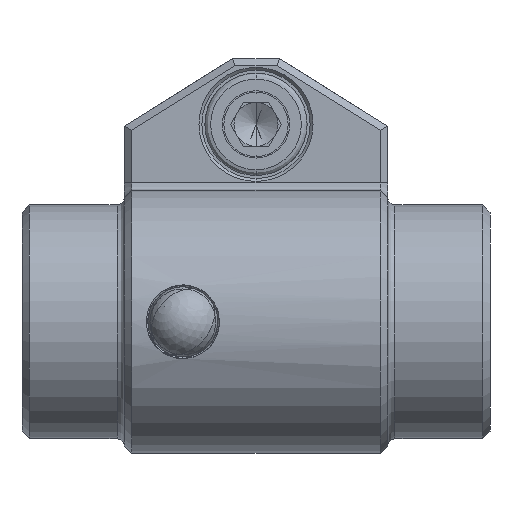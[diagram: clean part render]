
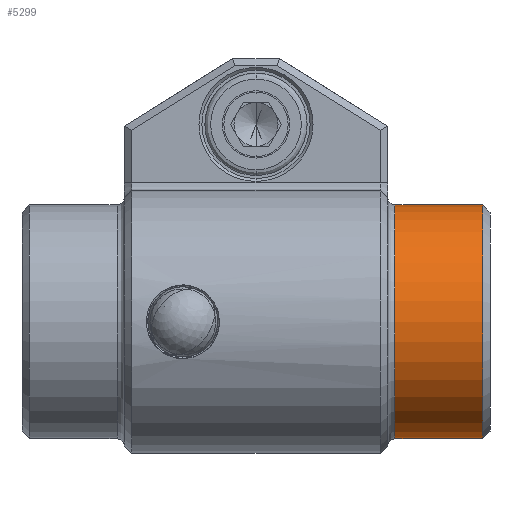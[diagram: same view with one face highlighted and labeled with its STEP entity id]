
A CAD part, front view. The second image highlights one B-rep face of the part: STEP entity #5299.
In plain terms, the highlighted cylindrical face has radius 8 mm (diameter 16 mm), a partial arc.
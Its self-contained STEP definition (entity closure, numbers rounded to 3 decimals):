
#33 = LINE ( 'NONE', #5456, #5211 ) ;
#222 = CARTESIAN_POINT ( 'NONE',  ( 9.5, 9., -4.5 ) ) ;
#681 = CARTESIAN_POINT ( 'NONE',  ( 9., 9., -4.5 ) ) ;
#1186 = DIRECTION ( 'NONE',  ( -1., 0., 0. ) ) ;
#1532 = EDGE_LOOP ( 'NONE', ( #3720, #1701, #5645, #3721 ) ) ;
#1637 = AXIS2_PLACEMENT_3D ( 'NONE', #5276, #1186, #2659 ) ;
#1688 = VERTEX_POINT ( 'NONE', #1948 ) ;
#1701 = ORIENTED_EDGE ( 'NONE', *, *, #5972, .T. ) ;
#1778 = FACE_OUTER_BOUND ( 'NONE', #1532, .T. ) ;
#1838 = CARTESIAN_POINT ( 'NONE',  ( 15.5, 9., 3.5 ) ) ;
#1948 = CARTESIAN_POINT ( 'NONE',  ( 9.5, 9., 3.5 ) ) ;
#2244 = DIRECTION ( 'NONE',  ( 0., 0., -1. ) ) ;
#2329 = CIRCLE ( 'NONE', #4698, 8. ) ;
#2599 = VERTEX_POINT ( 'NONE', #5798 ) ;
#2659 = DIRECTION ( 'NONE',  ( 0., 0., 1. ) ) ;
#2857 = DIRECTION ( 'NONE',  ( 1., 0., 0. ) ) ;
#3013 = EDGE_CURVE ( 'NONE', #5498, #6467, #4405, .T. ) ;
#3171 = CYLINDRICAL_SURFACE ( 'NONE', #4548, 8. ) ;
#3220 = EDGE_CURVE ( 'NONE', #2599, #5498, #33, .T. ) ;
#3720 = ORIENTED_EDGE ( 'NONE', *, *, #6311, .F. ) ;
#3721 = ORIENTED_EDGE ( 'NONE', *, *, #3013, .T. ) ;
#3994 = DIRECTION ( 'NONE',  ( 1., 0., 0. ) ) ;
#4322 = CARTESIAN_POINT ( 'NONE',  ( 9., 9., 3.5 ) ) ;
#4405 = CIRCLE ( 'NONE', #1637, 8. ) ;
#4445 = DIRECTION ( 'NONE',  ( 1., 0., 0. ) ) ;
#4548 = AXIS2_PLACEMENT_3D ( 'NONE', #681, #5897, #2244 ) ;
#4698 = AXIS2_PLACEMENT_3D ( 'NONE', #222, #4445, #6426 ) ;
#4910 = CARTESIAN_POINT ( 'NONE',  ( 15.5, 9., -12.5 ) ) ;
#5211 = VECTOR ( 'NONE', #3994, 1000. ) ;
#5276 = CARTESIAN_POINT ( 'NONE',  ( 15.5, 9., -4.5 ) ) ;
#5299 = ADVANCED_FACE ( 'NONE', ( #1778 ), #3171, .T. ) ;
#5384 = VECTOR ( 'NONE', #2857, 1000. ) ;
#5456 = CARTESIAN_POINT ( 'NONE',  ( 9., 9., -12.5 ) ) ;
#5460 = LINE ( 'NONE', #4322, #5384 ) ;
#5498 = VERTEX_POINT ( 'NONE', #4910 ) ;
#5645 = ORIENTED_EDGE ( 'NONE', *, *, #3220, .T. ) ;
#5798 = CARTESIAN_POINT ( 'NONE',  ( 9.5, 9., -12.5 ) ) ;
#5897 = DIRECTION ( 'NONE',  ( 1., 0., 0. ) ) ;
#5972 = EDGE_CURVE ( 'NONE', #1688, #2599, #2329, .T. ) ;
#6311 = EDGE_CURVE ( 'NONE', #1688, #6467, #5460, .T. ) ;
#6426 = DIRECTION ( 'NONE',  ( 0., 0., -1. ) ) ;
#6467 = VERTEX_POINT ( 'NONE', #1838 ) ;
